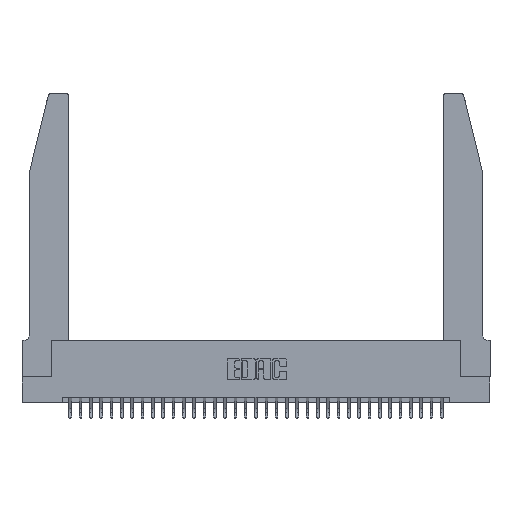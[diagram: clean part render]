
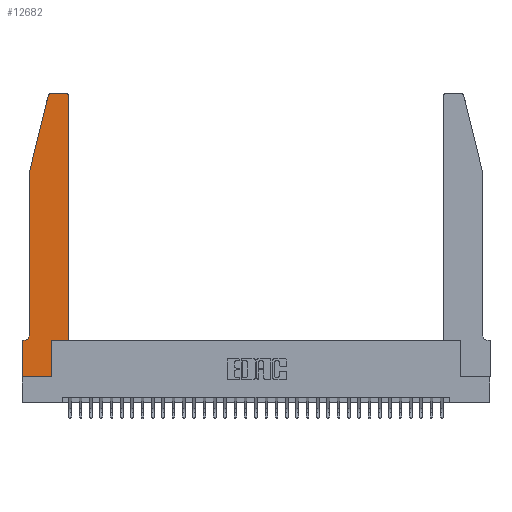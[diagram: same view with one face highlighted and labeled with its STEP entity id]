
A CAD part, top view. The second image highlights one B-rep face of the part: STEP entity #12682.
In plain terms, the highlighted planar face has unit normal (0, 0, 1).
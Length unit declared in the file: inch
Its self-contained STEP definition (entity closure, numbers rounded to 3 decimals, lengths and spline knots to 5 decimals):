
#524 = DIRECTION ( 'NONE',  ( 0., 0., 1. ) ) ;
#955 = ORIENTED_EDGE ( 'NONE', *, *, #20227, .T. ) ;
#1004 = DIRECTION ( 'NONE',  ( 0., 1., 0. ) ) ;
#1374 = DIRECTION ( 'NONE',  ( 1., 0., 0. ) ) ;
#1554 = LINE ( 'NONE', #23056, #29335 ) ;
#2445 = EDGE_LOOP ( 'NONE', ( #12533, #955, #19270, #12043, #4325, #25931, #16237, #3664, #5578, #5020, #24172, #3211 ) ) ;
#2582 = VECTOR ( 'NONE', #22783, 39.37008 ) ;
#3211 = ORIENTED_EDGE ( 'NONE', *, *, #19260, .T. ) ;
#3664 = ORIENTED_EDGE ( 'NONE', *, *, #30604, .T. ) ;
#3893 = DIRECTION ( 'NONE',  ( 0., 0., -1. ) ) ;
#4214 = EDGE_CURVE ( 'NONE', #34674, #28121, #21004, .T. ) ;
#4240 = LINE ( 'NONE', #20554, #5106 ) ;
#4325 = ORIENTED_EDGE ( 'NONE', *, *, #17445, .T. ) ;
#4913 = DIRECTION ( 'NONE',  ( -1., 0., 0. ) ) ;
#5020 = ORIENTED_EDGE ( 'NONE', *, *, #27879, .T. ) ;
#5106 = VECTOR ( 'NONE', #22900, 39.37008 ) ;
#5223 = CARTESIAN_POINT ( 'NONE',  ( 0.0755, 0.42, 0.37 ) ) ;
#5564 = CARTESIAN_POINT ( 'NONE',  ( 0.4505, 0.35, 0.37 ) ) ;
#5578 = ORIENTED_EDGE ( 'NONE', *, *, #18496, .T. ) ;
#6410 = DIRECTION ( 'NONE',  ( 0., 0., 1. ) ) ;
#6448 = DIRECTION ( 'NONE',  ( 0., 0., 1. ) ) ;
#6482 = VERTEX_POINT ( 'NONE', #21025 ) ;
#7531 = VERTEX_POINT ( 'NONE', #30444 ) ;
#8470 = CARTESIAN_POINT ( 'NONE',  ( 0.4205, 2.75, 0.37 ) ) ;
#8998 = CARTESIAN_POINT ( 'NONE',  ( 0.4505, 0.35, 0.37 ) ) ;
#9108 = DIRECTION ( 'NONE',  ( -1., 0., 0. ) ) ;
#9278 = VECTOR ( 'NONE', #1004, 39.37008 ) ;
#9309 = LINE ( 'NONE', #9312, #32423 ) ;
#9312 = CARTESIAN_POINT ( 'NONE',  ( 0.0755, 2., 0.37 ) ) ;
#10240 = AXIS2_PLACEMENT_3D ( 'NONE', #22775, #6410, #27820 ) ;
#10827 = VECTOR ( 'NONE', #4913, 39.37008 ) ;
#11713 = CARTESIAN_POINT ( 'NONE',  ( 0.4205, 2.72, 0.37 ) ) ;
#11944 = EDGE_CURVE ( 'NONE', #29047, #29527, #21611, .T. ) ;
#11974 = VECTOR ( 'NONE', #1374, 39.37008 ) ;
#12035 = EDGE_CURVE ( 'NONE', #28121, #7531, #12257, .T. ) ;
#12043 = ORIENTED_EDGE ( 'NONE', *, *, #31257, .T. ) ;
#12257 = LINE ( 'NONE', #30881, #2582 ) ;
#12533 = ORIENTED_EDGE ( 'NONE', *, *, #11944, .T. ) ;
#12682 = ADVANCED_FACE ( 'NONE', ( #17326 ), #19954, .T. ) ;
#12693 = EDGE_CURVE ( 'NONE', #20539, #30138, #14313, .T. ) ;
#12793 = CARTESIAN_POINT ( 'NONE',  ( 0.284, 2.75, 0.37 ) ) ;
#13379 = CARTESIAN_POINT ( 'NONE',  ( 0.0755, 2., 0.37 ) ) ;
#14313 = LINE ( 'NONE', #8998, #9278 ) ;
#14587 = DIRECTION ( 'NONE',  ( -0.239, -0.971, 0. ) ) ;
#14630 = CARTESIAN_POINT ( 'NONE',  ( 0.0055, 0.42, 0.37 ) ) ;
#14775 = DIRECTION ( 'NONE',  ( 0., -1., 0. ) ) ;
#14798 = DIRECTION ( 'NONE',  ( 1., 0., 0. ) ) ;
#16237 = ORIENTED_EDGE ( 'NONE', *, *, #12035, .T. ) ;
#16452 = CIRCLE ( 'NONE', #26828, 0.03 ) ;
#16607 = VERTEX_POINT ( 'NONE', #13379 ) ;
#17326 = FACE_OUTER_BOUND ( 'NONE', #2445, .T. ) ;
#17445 = EDGE_CURVE ( 'NONE', #23032, #34674, #17803, .T. ) ;
#17762 = DIRECTION ( 'NONE',  ( 1., 0., 0. ) ) ;
#17803 = CIRCLE ( 'NONE', #18452, 0.07 ) ;
#17962 = LINE ( 'NONE', #22802, #20908 ) ;
#18452 = AXIS2_PLACEMENT_3D ( 'NONE', #14630, #3893, #9108 ) ;
#18496 = EDGE_CURVE ( 'NONE', #6482, #27120, #4240, .T. ) ;
#18850 = EDGE_CURVE ( 'NONE', #29205, #16607, #9309, .T. ) ;
#19260 = EDGE_CURVE ( 'NONE', #30138, #29047, #16452, .T. ) ;
#19270 = ORIENTED_EDGE ( 'NONE', *, *, #18850, .T. ) ;
#19512 = CARTESIAN_POINT ( 'NONE',  ( 0.0055, 0.35, 0.37 ) ) ;
#19954 = PLANE ( 'NONE',  #10240 ) ;
#20227 = EDGE_CURVE ( 'NONE', #29527, #29205, #33933, .T. ) ;
#20539 = VERTEX_POINT ( 'NONE', #5564 ) ;
#20554 = CARTESIAN_POINT ( 'NONE',  ( 0.2865, 0.35, 0.37 ) ) ;
#20908 = VECTOR ( 'NONE', #14775, 39.37008 ) ;
#21004 = LINE ( 'NONE', #23652, #10827 ) ;
#21025 = CARTESIAN_POINT ( 'NONE',  ( 0.2865, 0., 0.37 ) ) ;
#21611 = LINE ( 'NONE', #23304, #27034 ) ;
#22122 = CARTESIAN_POINT ( 'NONE',  ( 0.25487, 2.72718, 0.37 ) ) ;
#22647 = DIRECTION ( 'NONE',  ( 1., 0., 0. ) ) ;
#22775 = CARTESIAN_POINT ( 'NONE',  ( 0., 0.35, 0.37 ) ) ;
#22783 = DIRECTION ( 'NONE',  ( 0., -1., 0. ) ) ;
#22802 = CARTESIAN_POINT ( 'NONE',  ( 0.0755, 2., 0.37 ) ) ;
#22900 = DIRECTION ( 'NONE',  ( 0., 1., 0. ) ) ;
#23032 = VERTEX_POINT ( 'NONE', #5223 ) ;
#23056 = CARTESIAN_POINT ( 'NONE',  ( 0., 0., 0.37 ) ) ;
#23304 = CARTESIAN_POINT ( 'NONE',  ( 0.2605, 2.75, 0.37 ) ) ;
#23652 = CARTESIAN_POINT ( 'NONE',  ( 0.0755, 0.35, 0.37 ) ) ;
#24172 = ORIENTED_EDGE ( 'NONE', *, *, #12693, .T. ) ;
#24985 = AXIS2_PLACEMENT_3D ( 'NONE', #27013, #524, #22647 ) ;
#25931 = ORIENTED_EDGE ( 'NONE', *, *, #4214, .T. ) ;
#26428 = CARTESIAN_POINT ( 'NONE',  ( 0., 0.35, 0.37 ) ) ;
#26828 = AXIS2_PLACEMENT_3D ( 'NONE', #11713, #6448, #14798 ) ;
#27013 = CARTESIAN_POINT ( 'NONE',  ( 0.284, 2.72, 0.37 ) ) ;
#27034 = VECTOR ( 'NONE', #28805, 39.37008 ) ;
#27120 = VERTEX_POINT ( 'NONE', #27860 ) ;
#27820 = DIRECTION ( 'NONE',  ( 1., 0., 0. ) ) ;
#27860 = CARTESIAN_POINT ( 'NONE',  ( 0.2865, 0.35, 0.37 ) ) ;
#27879 = EDGE_CURVE ( 'NONE', #27120, #20539, #28849, .T. ) ;
#28121 = VERTEX_POINT ( 'NONE', #26428 ) ;
#28805 = DIRECTION ( 'NONE',  ( -1., 0., 0. ) ) ;
#28849 = LINE ( 'NONE', #33858, #11974 ) ;
#29047 = VERTEX_POINT ( 'NONE', #8470 ) ;
#29205 = VERTEX_POINT ( 'NONE', #22122 ) ;
#29335 = VECTOR ( 'NONE', #17762, 39.37008 ) ;
#29527 = VERTEX_POINT ( 'NONE', #12793 ) ;
#30138 = VERTEX_POINT ( 'NONE', #31460 ) ;
#30444 = CARTESIAN_POINT ( 'NONE',  ( 0., 0., 0.37 ) ) ;
#30604 = EDGE_CURVE ( 'NONE', #7531, #6482, #1554, .T. ) ;
#30881 = CARTESIAN_POINT ( 'NONE',  ( 0., 0., 0.37 ) ) ;
#31257 = EDGE_CURVE ( 'NONE', #16607, #23032, #17962, .T. ) ;
#31460 = CARTESIAN_POINT ( 'NONE',  ( 0.4505, 2.72, 0.37 ) ) ;
#32423 = VECTOR ( 'NONE', #14587, 39.37008 ) ;
#33858 = CARTESIAN_POINT ( 'NONE',  ( 0.4505, 0.35, 0.37 ) ) ;
#33933 = CIRCLE ( 'NONE', #24985, 0.03 ) ;
#34674 = VERTEX_POINT ( 'NONE', #19512 ) ;
